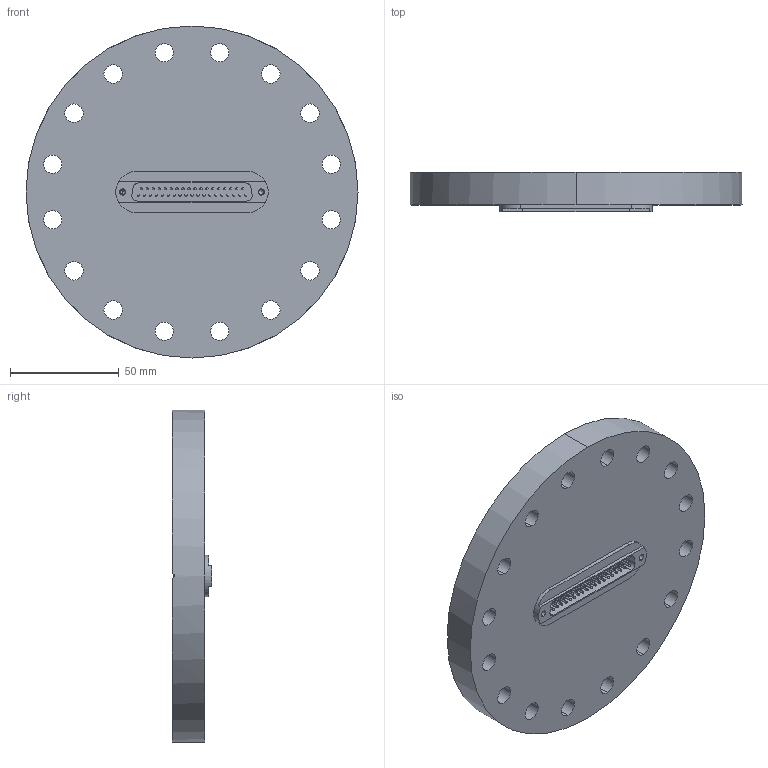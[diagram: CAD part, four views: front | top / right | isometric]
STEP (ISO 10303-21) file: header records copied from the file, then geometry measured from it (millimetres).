
FILE_DESCRIPTION (( 'STEP AP214' ), '1' );
FILE_NAME ('210-D37-C100.STEP', '2014-05-15T09:52:10', ( 'allectra' ), ( 'Microsoft' ), 'SwSTEP 2.0', 'SolidWorks 2013', '' );
FILE_SCHEMA (( 'AUTOMOTIVE_DESIGN' ));
Length unit declared in the file: millimetre
Products named in the file (5): 210-D37-C100; 218-D9-37-SS_218-D37-SS; 9210-PIN-FENI; 9218-D9-37-SS_37 pin 1mm; 9210-D37-C100_CF100
Assembly tree (75 placements, depth 3):
  210-D37-C100
    9210-D37-C100_CF100
    218-D9-37-SS_218-D37-SS
      9218-D9-37-SS_37 pin 1mm
      9210-PIN-FENI  x72
Bounding box: 152.4 x 18.2 x 152.4 mm (x, y, z)
Volume: 242885.4 mm3; surface area: 59991.2 mm2
Topology: 74 solids, 74 shells, 473 faces, 1374 edges, 908 vertices
Faces by surface type: cylinder 286, sphere 144, plane 31, cone 12
Entity records: 7092 total; most frequent: DIRECTION 1336, CARTESIAN_POINT 1174, ORIENTED_EDGE 1016, AXIS2_PLACEMENT_3D 564, EDGE_CURVE 508, VERTEX_POINT 336, EDGE_LOOP 308, CIRCLE 296
